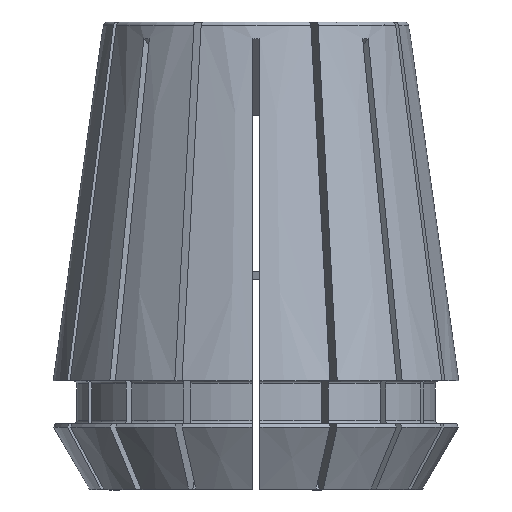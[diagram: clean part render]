
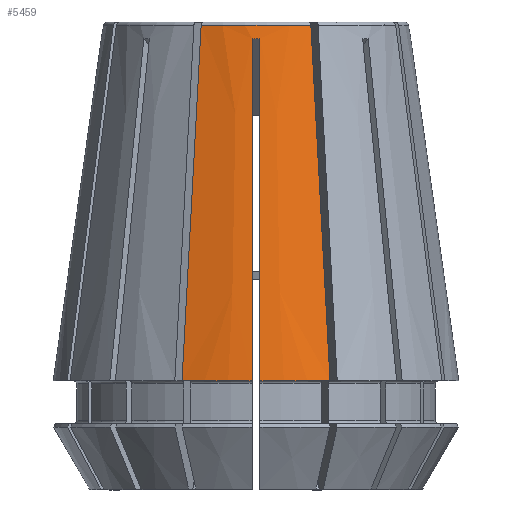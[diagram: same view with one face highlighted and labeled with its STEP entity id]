
A CAD part, front view. The second image highlights one B-rep face of the part: STEP entity #5459.
In plain terms, the highlighted conical face has half-angle 8 degrees and reference radius 26 mm.
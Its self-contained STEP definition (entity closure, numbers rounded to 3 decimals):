
#63=CONICAL_SURFACE('',#6016,26.,0.14);
#109=B_SPLINE_CURVE_WITH_KNOTS('',3,(#8244,#8245,#8246,#8247,#8248,#8249,
#8250),.UNSPECIFIED.,.F.,.F.,(4,3,4),(0.,0.034,
0.046),.UNSPECIFIED.);
#120=B_SPLINE_CURVE_WITH_KNOTS('',3,(#8354,#8355,#8356,#8357,#8358,#8359,
#8360),.UNSPECIFIED.,.F.,.F.,(4,3,4),(0.,0.034,
0.046),.UNSPECIFIED.);
#153=B_SPLINE_CURVE_WITH_KNOTS('',3,(#8668,#8669,#8670,#8671,#8672,#8673,
#8674,#8675,#8676,#8677),.UNSPECIFIED.,.F.,.F.,(4,3,3,4),(0.032,
0.036,0.072,0.076),.UNSPECIFIED.);
#275=B_SPLINE_CURVE_WITH_KNOTS('',3,(#9887,#9888,#9889,#9890,#9891,#9892,
#9893,#9894,#9895,#9896),.UNSPECIFIED.,.F.,.F.,(4,3,3,4),(0.032,
0.036,0.072,0.076),.UNSPECIFIED.);
#396=ELLIPSE('',#5739,32.726,22.862);
#449=CIRCLE('',#5535,26.);
#466=CIRCLE('',#5565,26.);
#666=CIRCLE('',#6015,19.596);
#2044=ORIENTED_EDGE('',*,*,#3219,.F.);
#2045=ORIENTED_EDGE('',*,*,#2673,.T.);
#2046=ORIENTED_EDGE('',*,*,#2478,.T.);
#2047=ORIENTED_EDGE('',*,*,#3220,.F.);
#2048=ORIENTED_EDGE('',*,*,#2820,.F.);
#2049=ORIENTED_EDGE('',*,*,#2809,.T.);
#2050=ORIENTED_EDGE('',*,*,#2436,.T.);
#2051=ORIENTED_EDGE('',*,*,#2710,.F.);
#2436=EDGE_CURVE('',#3288,#3287,#449,.T.);
#2478=EDGE_CURVE('',#3324,#3325,#466,.T.);
#2673=EDGE_CURVE('',#3500,#3324,#109,.T.);
#2710=EDGE_CURVE('',#3526,#3287,#120,.T.);
#2809=EDGE_CURVE('',#3604,#3288,#153,.T.);
#2820=EDGE_CURVE('',#3604,#3611,#396,.T.);
#3219=EDGE_CURVE('',#3500,#3526,#666,.T.);
#3220=EDGE_CURVE('',#3611,#3325,#275,.T.);
#3287=VERTEX_POINT('',#7637);
#3288=VERTEX_POINT('',#7639);
#3324=VERTEX_POINT('',#7746);
#3325=VERTEX_POINT('',#7747);
#3500=VERTEX_POINT('',#8251);
#3526=VERTEX_POINT('',#8353);
#3604=VERTEX_POINT('',#8678);
#3611=VERTEX_POINT('',#8700);
#4785=EDGE_LOOP('',(#2044,#2045,#2046,#2047,#2048,#2049,#2050,#2051));
#5063=FACE_BOUND('',#4785,.T.);
#5459=ADVANCED_FACE('',(#5063),#63,.T.);
#5535=AXIS2_PLACEMENT_3D('',#7638,#6139,#6140);
#5565=AXIS2_PLACEMENT_3D('',#7745,#6216,#6217);
#5739=AXIS2_PLACEMENT_3D('',#8699,#6732,#6733);
#6015=AXIS2_PLACEMENT_3D('',#9885,#7436,#7437);
#6016=AXIS2_PLACEMENT_3D('',#9886,#7438,#7439);
#6139=DIRECTION('',(0.,0.,1.));
#6140=DIRECTION('',(1.,0.,0.));
#6216=DIRECTION('',(0.,0.,1.));
#6217=DIRECTION('',(1.,0.,0.));
#6732=DIRECTION('',(0.,-0.709,-0.706));
#6733=DIRECTION('',(0.,0.706,-0.709));
#7436=DIRECTION('',(0.,0.,1.));
#7437=DIRECTION('',(1.,0.,0.));
#7438=DIRECTION('',(0.,0.,-1.));
#7439=DIRECTION('',(-1.,0.,0.));
#7637=CARTESIAN_POINT('',(9.486,-24.208,14.2));
#7638=CARTESIAN_POINT('',(0.,0.,14.2));
#7639=CARTESIAN_POINT('',(0.5,-25.995,14.2));
#7745=CARTESIAN_POINT('',(0.,0.,14.2));
#7746=CARTESIAN_POINT('',(-9.486,-24.208,14.2));
#7747=CARTESIAN_POINT('',(-0.5,-25.995,14.2));
#8244=CARTESIAN_POINT('',(-7.035,-18.289,59.77));
#8245=CARTESIAN_POINT('',(-7.645,-19.764,48.414));
#8246=CARTESIAN_POINT('',(-8.256,-21.239,37.058));
#8247=CARTESIAN_POINT('',(-8.867,-22.714,25.702));
#8248=CARTESIAN_POINT('',(-9.074,-23.212,21.868));
#8249=CARTESIAN_POINT('',(-9.28,-23.71,18.034));
#8250=CARTESIAN_POINT('',(-9.486,-24.208,14.2));
#8251=CARTESIAN_POINT('',(-7.035,-18.289,59.77));
#8353=CARTESIAN_POINT('',(7.035,-18.289,59.77));
#8354=CARTESIAN_POINT('',(7.035,-18.289,59.77));
#8355=CARTESIAN_POINT('',(7.645,-19.764,48.414));
#8356=CARTESIAN_POINT('',(8.256,-21.239,37.058));
#8357=CARTESIAN_POINT('',(8.867,-22.714,25.702));
#8358=CARTESIAN_POINT('',(9.074,-23.212,21.868));
#8359=CARTESIAN_POINT('',(9.28,-23.71,18.034));
#8360=CARTESIAN_POINT('',(9.486,-24.208,14.2));
#8668=CARTESIAN_POINT('',(0.5,-19.828,58.069));
#8669=CARTESIAN_POINT('',(0.5,-20.01,56.778));
#8670=CARTESIAN_POINT('',(0.5,-20.191,55.487));
#8671=CARTESIAN_POINT('',(0.5,-20.373,54.196));
#8672=CARTESIAN_POINT('',(0.5,-22.033,42.386));
#8673=CARTESIAN_POINT('',(0.5,-23.693,30.576));
#8674=CARTESIAN_POINT('',(0.5,-25.353,18.766));
#8675=CARTESIAN_POINT('',(0.5,-25.567,17.244));
#8676=CARTESIAN_POINT('',(0.5,-25.781,15.722));
#8677=CARTESIAN_POINT('',(0.5,-25.995,14.2));
#8678=CARTESIAN_POINT('',(0.5,-19.828,58.069));
#8699=CARTESIAN_POINT('',(0.,3.259,34.886));
#8700=CARTESIAN_POINT('',(-0.5,-19.828,58.069));
#9885=CARTESIAN_POINT('',(0.,0.,59.77));
#9886=CARTESIAN_POINT('',(0.,0.,14.2));
#9887=CARTESIAN_POINT('',(-0.5,-19.828,58.069));
#9888=CARTESIAN_POINT('',(-0.5,-20.01,56.778));
#9889=CARTESIAN_POINT('',(-0.5,-20.191,55.487));
#9890=CARTESIAN_POINT('',(-0.5,-20.373,54.196));
#9891=CARTESIAN_POINT('',(-0.5,-22.033,42.386));
#9892=CARTESIAN_POINT('',(-0.5,-23.693,30.576));
#9893=CARTESIAN_POINT('',(-0.5,-25.353,18.766));
#9894=CARTESIAN_POINT('',(-0.5,-25.567,17.244));
#9895=CARTESIAN_POINT('',(-0.5,-25.781,15.722));
#9896=CARTESIAN_POINT('',(-0.5,-25.995,14.2));
